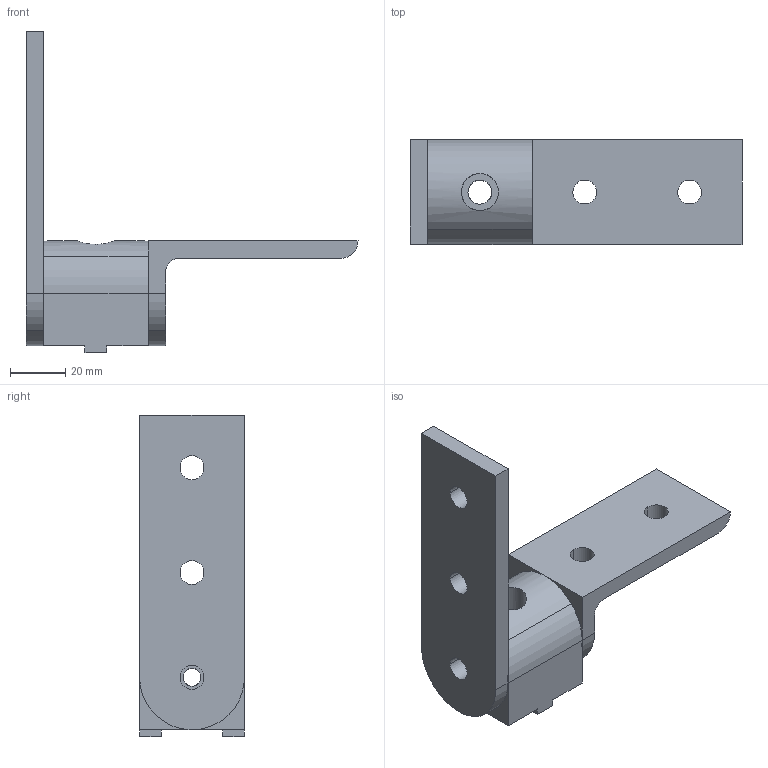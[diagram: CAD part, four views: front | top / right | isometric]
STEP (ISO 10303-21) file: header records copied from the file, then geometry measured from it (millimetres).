
FILE_DESCRIPTION((''),'2;1');
FILE_NAME('15HI8826.stp','2006-03-13T15:35:17',('Shawn Mantel'),('Faztek, LLC'),'Mechanical Desktop 2005','Mechanical Desktop 2005',', , ');
FILE_SCHEMA(('CONFIG_CONTROL_DESIGN'));
Length unit declared in the file: inch
Products named in the file (1): Product
Bounding box: 120.65 x 38.1 x 116.84 mm (x, y, z)
Volume: 94931.9 mm3; surface area: 29526.4 mm2
Topology: 3 solids, 3 shells, 55 faces, 146 edges, 98 vertices
Faces by surface type: cylinder 30, plane 25
Entity records: 1963 total; most frequent: CARTESIAN_POINT 420, DIRECTION 304, ORIENTED_EDGE 292, EDGE_CURVE 146, AXIS2_PLACEMENT_3D 110, VERTEX_POINT 98, VECTOR 84, LINE 84
